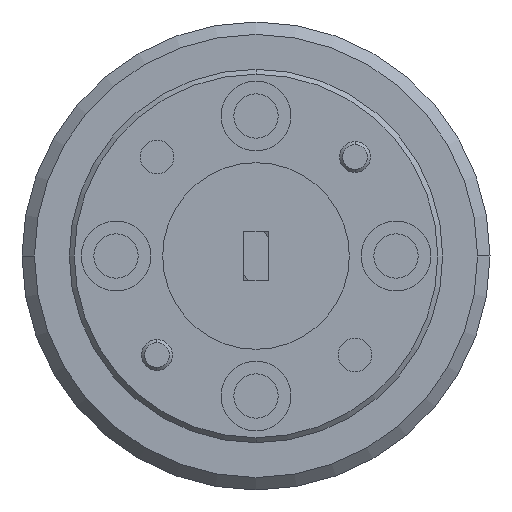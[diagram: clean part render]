
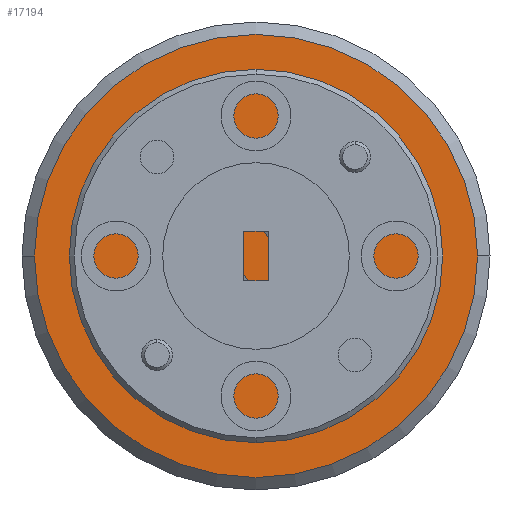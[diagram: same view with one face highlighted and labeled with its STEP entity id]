
A CAD part, left-side view. The second image highlights one B-rep face of the part: STEP entity #17194.
In plain terms, the highlighted planar face has unit normal (-1, 0, 0).
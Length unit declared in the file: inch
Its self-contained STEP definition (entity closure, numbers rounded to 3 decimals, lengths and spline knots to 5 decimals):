
#2354 = DIRECTION ( 'NONE',  ( 0., 0., -1. ) ) ;
#4529 = CIRCLE ( 'NONE', #27036, 0.445 ) ;
#5224 = VERTEX_POINT ( 'NONE', #13386 ) ;
#5270 = PLANE ( 'NONE',  #32274 ) ;
#6069 = VERTEX_POINT ( 'NONE', #17496 ) ;
#6691 = EDGE_LOOP ( 'NONE', ( #12235, #19941 ) ) ;
#10047 = DIRECTION ( 'NONE',  ( 0., 1., 0. ) ) ;
#12235 = ORIENTED_EDGE ( 'NONE', *, *, #30687, .F. ) ;
#12662 = AXIS2_PLACEMENT_3D ( 'NONE', #14715, #30746, #30964 ) ;
#13386 = CARTESIAN_POINT ( 'NONE',  ( -1.659, 0.38, -0.09 ) ) ;
#14715 = CARTESIAN_POINT ( 'NONE',  ( -1.659, -0.065, -0.09 ) ) ;
#15003 = CIRCLE ( 'NONE', #12662, 0.445 ) ;
#15509 = CARTESIAN_POINT ( 'NONE',  ( -1.659, -0.065, -0.09 ) ) ;
#17194 = ADVANCED_FACE ( 'NONE', ( #22964 ), #5270, .F. ) ;
#17496 = CARTESIAN_POINT ( 'NONE',  ( -1.659, -0.51, -0.09 ) ) ;
#19941 = ORIENTED_EDGE ( 'NONE', *, *, #22091, .F. ) ;
#20872 = DIRECTION ( 'NONE',  ( 1., 0., 0. ) ) ;
#22091 = EDGE_CURVE ( 'NONE', #6069, #5224, #4529, .T. ) ;
#22964 = FACE_OUTER_BOUND ( 'NONE', #6691, .T. ) ;
#27036 = AXIS2_PLACEMENT_3D ( 'NONE', #15509, #20872, #10047 ) ;
#30687 = EDGE_CURVE ( 'NONE', #5224, #6069, #15003, .T. ) ;
#30746 = DIRECTION ( 'NONE',  ( 1., 0., 0. ) ) ;
#30964 = DIRECTION ( 'NONE',  ( 0., 1., 0. ) ) ;
#32274 = AXIS2_PLACEMENT_3D ( 'NONE', #35149, #34934, #2354 ) ;
#34934 = DIRECTION ( 'NONE',  ( 1., 0., 0. ) ) ;
#35149 = CARTESIAN_POINT ( 'NONE',  ( -1.659, -0.065, -0.09 ) ) ;
